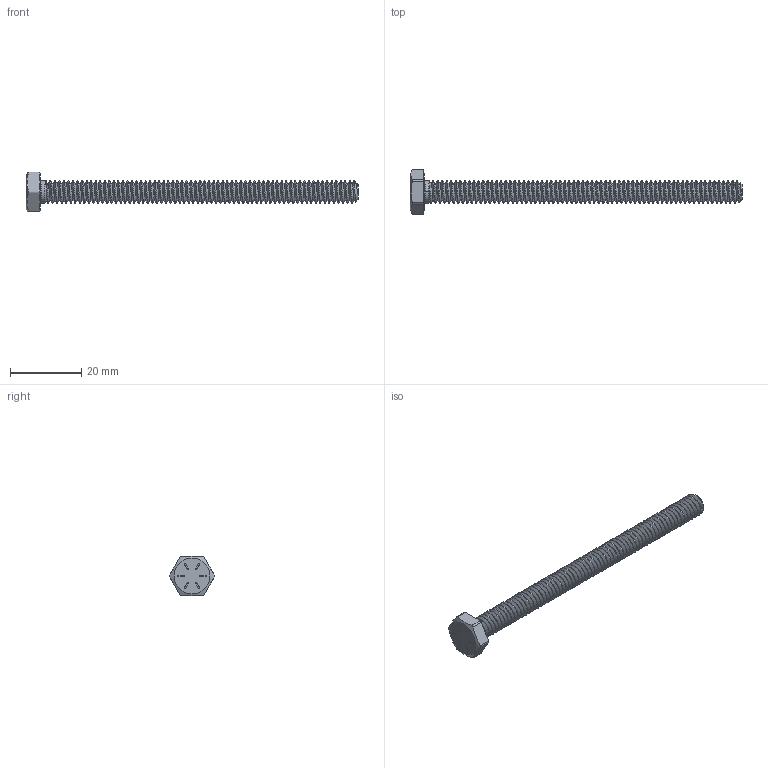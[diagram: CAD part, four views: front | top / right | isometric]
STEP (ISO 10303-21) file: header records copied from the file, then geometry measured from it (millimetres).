
FILE_DESCRIPTION (( 'STEP AP203' ), '1' );
FILE_NAME ('92620A554_Zinc Yellow-Chromate Plated Hex Head Screw.STEP', '2025-01-14T15:12:40', ( 'Administrator' ), ( 'Managed by Terraform' ), 'SwSTEP 2.0', 'SolidWorks 2017', '' );
FILE_SCHEMA (( 'CONFIG_CONTROL_DESIGN' ));
Length unit declared in the file: inch
Products named in the file (1): 92620A554_Zinc Yellow-Chromate Plated Hex Head Screw
Bounding box: 92.93 x 12.66 x 11.11 mm (x, y, z)
Volume: 2589.5 mm3; surface area: 3016.2 mm2
Topology: 1 solids, 1 shells, 204 faces, 574 edges, 379 vertices
Faces by surface type: cylinder 157, plane 21, torus 14, cone 9, bspline 3
Entity records: 14883 total; most frequent: CARTESIAN_POINT 10345, ORIENTED_EDGE 1148, DIRECTION 755, EDGE_CURVE 574, VERTEX_POINT 379, AXIS2_PLACEMENT_3D 280, EDGE_LOOP 211, ADVANCED_FACE 204
